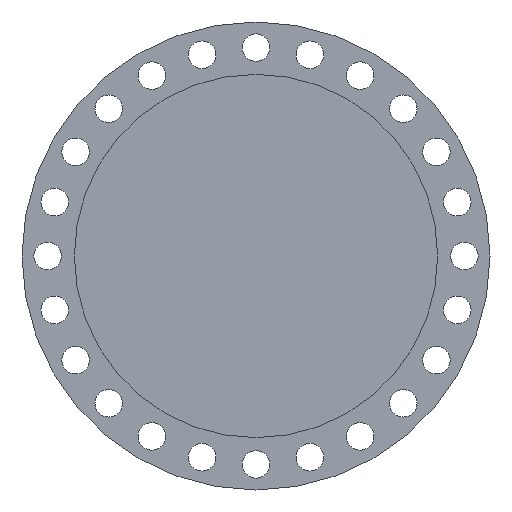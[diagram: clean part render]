
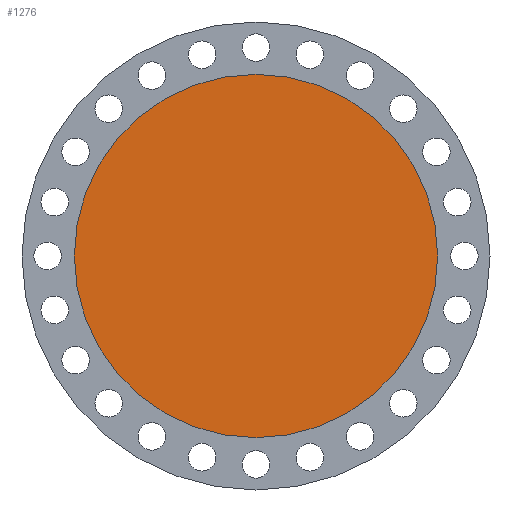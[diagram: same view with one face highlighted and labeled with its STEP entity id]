
A CAD part, left-side view. The second image highlights one B-rep face of the part: STEP entity #1276.
In plain terms, the highlighted planar face has unit normal (-1, 0, 0).
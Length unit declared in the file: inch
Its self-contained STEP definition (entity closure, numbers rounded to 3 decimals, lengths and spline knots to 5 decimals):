
#41 = AXIS2_PLACEMENT_3D ( 'NONE', #1481, #412, #549 ) ;
#44 = CARTESIAN_POINT ( 'NONE',  ( 0., 0., -23.875 ) ) ;
#309 = VERTEX_POINT ( 'NONE', #44 ) ;
#403 = DIRECTION ( 'NONE',  ( -1., 0., 0. ) ) ;
#412 = DIRECTION ( 'NONE',  ( -1., 0., 0. ) ) ;
#549 = DIRECTION ( 'NONE',  ( 0., 0., 1. ) ) ;
#552 = EDGE_CURVE ( 'NONE', #708, #309, #783, .T. ) ;
#708 = VERTEX_POINT ( 'NONE', #1754 ) ;
#715 = CARTESIAN_POINT ( 'NONE',  ( 0., 0., 0. ) ) ;
#721 = AXIS2_PLACEMENT_3D ( 'NONE', #715, #403, #1029 ) ;
#783 = CIRCLE ( 'NONE', #947, 23.875 ) ;
#947 = AXIS2_PLACEMENT_3D ( 'NONE', #1580, #1435, #1144 ) ;
#1029 = DIRECTION ( 'NONE',  ( 0., 0., 1. ) ) ;
#1129 = EDGE_CURVE ( 'NONE', #309, #708, #1377, .T. ) ;
#1144 = DIRECTION ( 'NONE',  ( 0., 0., 1. ) ) ;
#1276 = ADVANCED_FACE ( 'NONE', ( #1466 ), #1819, .T. ) ;
#1377 = CIRCLE ( 'NONE', #721, 23.875 ) ;
#1395 = EDGE_LOOP ( 'NONE', ( #2014, #1539 ) ) ;
#1435 = DIRECTION ( 'NONE',  ( -1., 0., 0. ) ) ;
#1466 = FACE_OUTER_BOUND ( 'NONE', #1395, .T. ) ;
#1481 = CARTESIAN_POINT ( 'NONE',  ( 0., 0., 0. ) ) ;
#1539 = ORIENTED_EDGE ( 'NONE', *, *, #1129, .T. ) ;
#1580 = CARTESIAN_POINT ( 'NONE',  ( 0., 0., 0. ) ) ;
#1754 = CARTESIAN_POINT ( 'NONE',  ( 0., 0., 23.875 ) ) ;
#1819 = PLANE ( 'NONE',  #41 ) ;
#2014 = ORIENTED_EDGE ( 'NONE', *, *, #552, .T. ) ;
